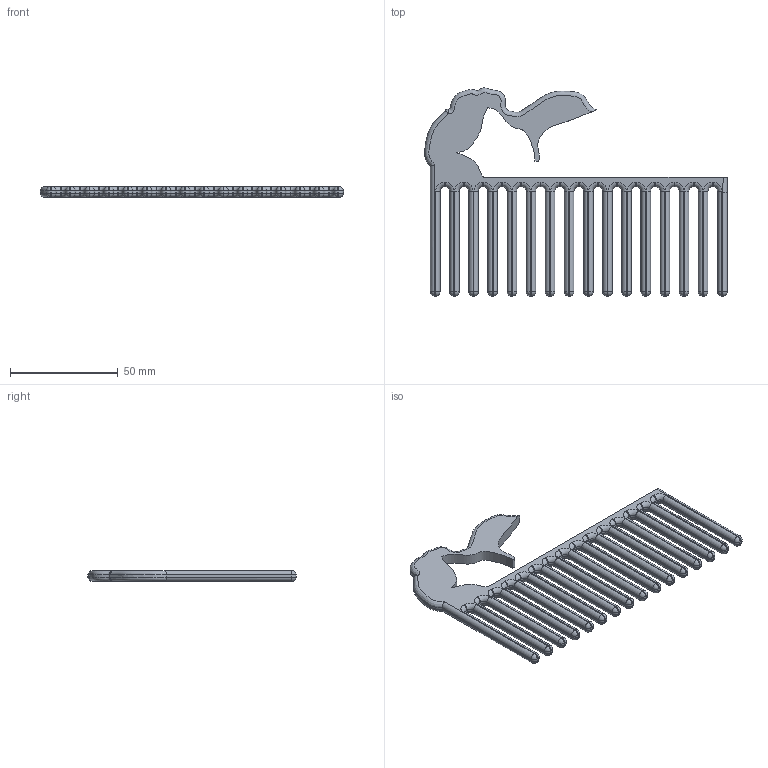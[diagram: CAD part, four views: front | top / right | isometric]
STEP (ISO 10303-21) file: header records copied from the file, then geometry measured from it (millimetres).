
FILE_DESCRIPTION(/* description */ ('Unknown'),/* implementation_level */ '2;1');
FILE_NAME(/* name */ 'Mermaid Shower Comb2',/* time_stamp */ '2018-04-24T19:32:03-04:00',/* author */ ('Unknown'),/* organization */ ('Unknown'),/* preprocessor_version */ 'ST-DEVELOPER v16.7',/* originating_system */ 'DEX',/* authorisation */ $);
FILE_SCHEMA (('AUTOMOTIVE_DESIGN {1 0 10303 214 3 1 1}'));
Length unit declared in the file: millimetre
Products named in the file (1): Mermaid Shower Comb2
Bounding box: 140.77 x 96.69 x 5.08 mm (x, y, z)
Volume: 25113.6 mm3; surface area: 18607 mm2
Topology: 1 solids, 1 shells, 392 faces, 918 edges, 462 vertices
Faces by surface type: cylinder 190, plane 67, sphere 64, torus 60, bspline 11
Entity records: 12716 total; most frequent: CARTESIAN_POINT 4014, DIRECTION 2026, ORIENTED_EDGE 1704, EDGE_CURVE 852, AXIS2_PLACEMENT_3D 818, VERTEX_POINT 462, CIRCLE 432, EDGE_LOOP 392
